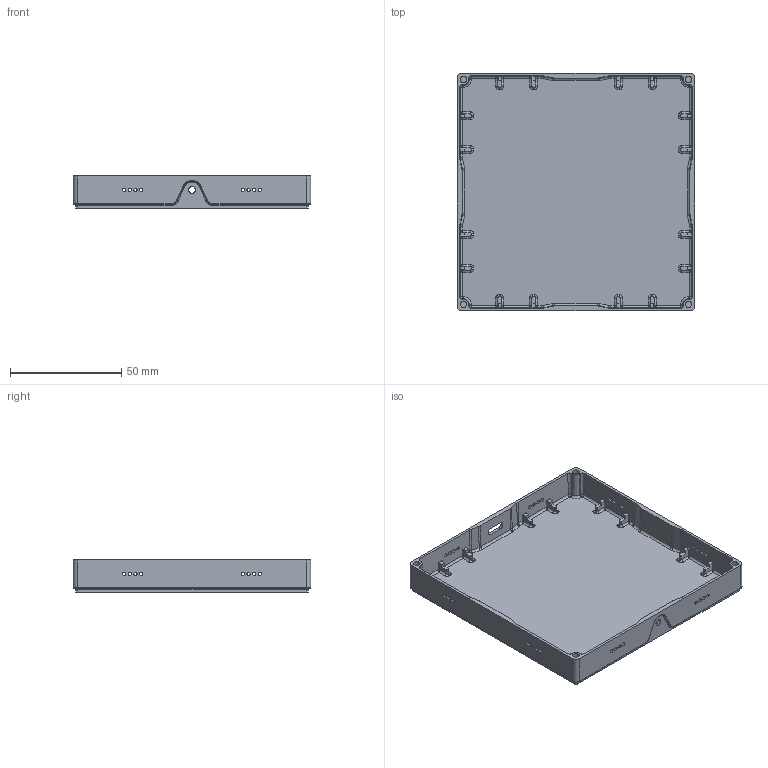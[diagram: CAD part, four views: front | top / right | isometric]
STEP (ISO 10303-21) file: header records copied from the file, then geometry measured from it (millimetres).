
FILE_DESCRIPTION(('FreeCAD Model'),'2;1');
FILE_NAME('G4_Unibody.step','2018-11-09T14:09:26',( 'Author'),(''),'Open CASCADE STEP processor 7.2','FreeCAD','Unknown' );
FILE_SCHEMA(('AUTOMOTIVE_DESIGN { 1 0 10303 214 1 1 1 1 }'));
Products named in the file (1): G4_Unibody
Bounding box: 106.6 x 106.6 x 14.4 mm (x, y, z)
Volume: 29845.2 mm3; surface area: 34520.8 mm2
Topology: 1 solids, 1 shells, 573 faces, 1467 edges, 866 vertices
Faces by surface type: cylinder 261, plane 168, bspline 96, torus 36, cone 12
Full cylindrical faces by diameter (mm): 1.5 x32, 2.8 x4, 3 x1, 10.5 x4
Entity records: 51188 total; most frequent: CARTESIAN_POINT 23913, DIRECTION 4739, LINE 2880, VECTOR 2880, ORIENTED_EDGE 2854, PCURVE 2854, DEFINITIONAL_REPRESENTATION 2854, EDGE_CURVE 1427
